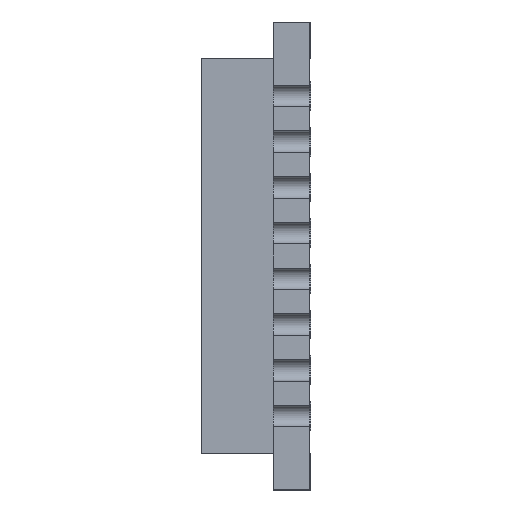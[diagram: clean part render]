
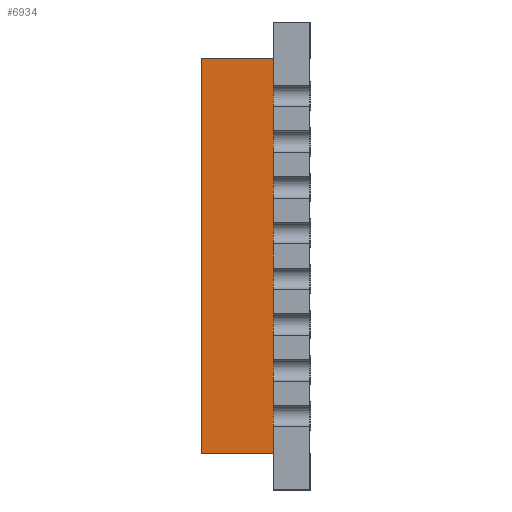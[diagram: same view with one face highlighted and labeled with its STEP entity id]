
A CAD part, left-side view. The second image highlights one B-rep face of the part: STEP entity #6934.
In plain terms, the highlighted planar face has unit normal (-1, 0, 0).
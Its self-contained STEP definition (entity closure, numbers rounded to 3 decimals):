
#81 = VECTOR ( 'NONE', #5422, 1000. ) ;
#203 = CARTESIAN_POINT ( 'NONE',  ( 1., 3., -1. ) ) ;
#414 = VECTOR ( 'NONE', #6862, 1000. ) ;
#422 = LINE ( 'NONE', #2043, #414 ) ;
#518 = LINE ( 'NONE', #6369, #81 ) ;
#601 = LINE ( 'NONE', #4600, #6581 ) ;
#747 = EDGE_CURVE ( 'NONE', #10210, #2715, #422, .T. ) ;
#923 = EDGE_CURVE ( 'NONE', #4712, #2715, #518, .T. ) ;
#1017 = ORIENTED_EDGE ( 'NONE', *, *, #923, .F. ) ;
#1059 = ORIENTED_EDGE ( 'NONE', *, *, #10394, .T. ) ;
#2043 = CARTESIAN_POINT ( 'NONE',  ( 1., 3., -12. ) ) ;
#2282 = EDGE_CURVE ( 'NONE', #10210, #9422, #601, .T. ) ;
#2326 = EDGE_LOOP ( 'NONE', ( #1059, #5670, #6391, #1017 ) ) ;
#2715 = VERTEX_POINT ( 'NONE', #6075 ) ;
#2854 = AXIS2_PLACEMENT_3D ( 'NONE', #8203, #3221, #7387 ) ;
#3221 = DIRECTION ( 'NONE',  ( 1., 0., 0. ) ) ;
#4600 = CARTESIAN_POINT ( 'NONE',  ( 1., 3., 0. ) ) ;
#4712 = VERTEX_POINT ( 'NONE', #5862 ) ;
#5422 = DIRECTION ( 'NONE',  ( 0., 0., -1. ) ) ;
#5499 = DIRECTION ( 'NONE',  ( 0., 0., 1. ) ) ;
#5670 = ORIENTED_EDGE ( 'NONE', *, *, #2282, .F. ) ;
#5862 = CARTESIAN_POINT ( 'NONE',  ( 1., 1., -1. ) ) ;
#6075 = CARTESIAN_POINT ( 'NONE',  ( 1., 1., -12. ) ) ;
#6369 = CARTESIAN_POINT ( 'NONE',  ( 1., 1., -12. ) ) ;
#6391 = ORIENTED_EDGE ( 'NONE', *, *, #747, .T. ) ;
#6581 = VECTOR ( 'NONE', #5499, 1000. ) ;
#6862 = DIRECTION ( 'NONE',  ( 0., -1., 0. ) ) ;
#6934 = ADVANCED_FACE ( 'NONE', ( #9798 ), #8147, .F. ) ;
#7308 = VECTOR ( 'NONE', #7591, 1000. ) ;
#7387 = DIRECTION ( 'NONE',  ( 0., 0., -1. ) ) ;
#7591 = DIRECTION ( 'NONE',  ( 0., 1., 0. ) ) ;
#8147 = PLANE ( 'NONE',  #2854 ) ;
#8197 = LINE ( 'NONE', #203, #7308 ) ;
#8203 = CARTESIAN_POINT ( 'NONE',  ( 1., 3., -12. ) ) ;
#8291 = CARTESIAN_POINT ( 'NONE',  ( 1., 3., -1. ) ) ;
#8782 = CARTESIAN_POINT ( 'NONE',  ( 1., 3., -12. ) ) ;
#9422 = VERTEX_POINT ( 'NONE', #8291 ) ;
#9798 = FACE_OUTER_BOUND ( 'NONE', #2326, .T. ) ;
#10210 = VERTEX_POINT ( 'NONE', #8782 ) ;
#10394 = EDGE_CURVE ( 'NONE', #4712, #9422, #8197, .T. ) ;
